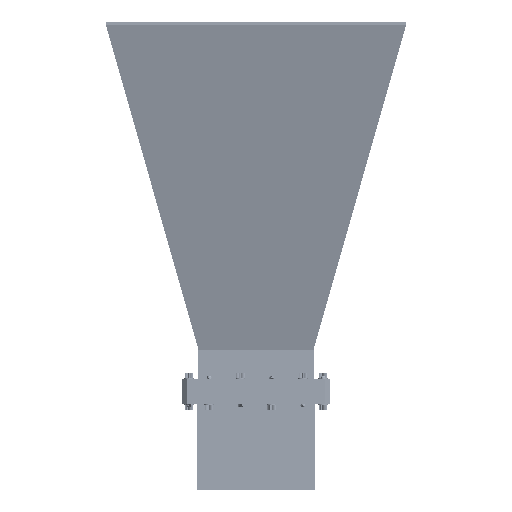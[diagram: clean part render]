
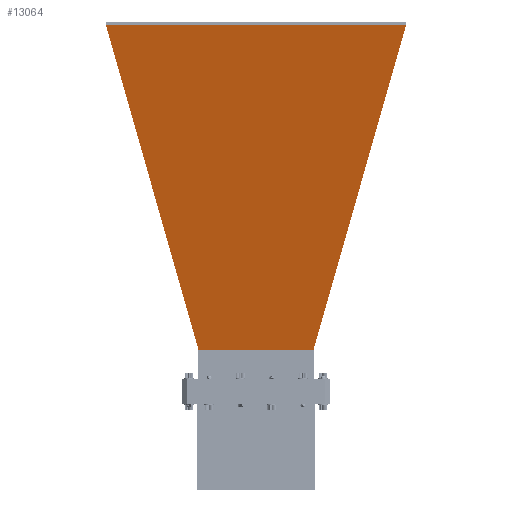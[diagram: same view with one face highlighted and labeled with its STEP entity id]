
A CAD part, front view. The second image highlights one B-rep face of the part: STEP entity #13064.
In plain terms, the highlighted face is planar.
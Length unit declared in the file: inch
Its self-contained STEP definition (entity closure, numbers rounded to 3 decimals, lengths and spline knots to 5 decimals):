
#1128 = LINE ( 'NONE', #15258, #7873 ) ;
#1828 = VECTOR ( 'NONE', #11220, 39.37008 ) ;
#2282 = CARTESIAN_POINT ( 'NONE',  ( -1.79607, 0., 6.20991 ) ) ;
#3004 = DIRECTION ( 'NONE',  ( -0.231, -0.267, 0.936 ) ) ;
#3826 = LINE ( 'NONE', #16803, #1828 ) ;
#3922 = ORIENTED_EDGE ( 'NONE', *, *, #14859, .T. ) ;
#4443 = VECTOR ( 'NONE', #4872, 39.37008 ) ;
#4550 = VERTEX_POINT ( 'NONE', #4912 ) ;
#4675 = CARTESIAN_POINT ( 'NONE',  ( -2.83056, 3.90752, 10.40907 ) ) ;
#4872 = DIRECTION ( 'NONE',  ( 0., -1., 0. ) ) ;
#4912 = CARTESIAN_POINT ( 'NONE',  ( -0.74882, -1.49923, 1.95895 ) ) ;
#5580 = EDGE_CURVE ( 'NONE', #8367, #6868, #3826, .T. ) ;
#6095 = EDGE_CURVE ( 'NONE', #11881, #4550, #15318, .T. ) ;
#6868 = VERTEX_POINT ( 'NONE', #4675 ) ;
#7041 = CARTESIAN_POINT ( 'NONE',  ( -0.74882, 1.49923, 1.95895 ) ) ;
#7413 = ORIENTED_EDGE ( 'NONE', *, *, #5580, .T. ) ;
#7690 = EDGE_LOOP ( 'NONE', ( #17821, #11309, #7413, #3922 ) ) ;
#7873 = VECTOR ( 'NONE', #9597, 39.37008 ) ;
#8117 = CARTESIAN_POINT ( 'NONE',  ( -0.74882, 0., 1.95895 ) ) ;
#8367 = VERTEX_POINT ( 'NONE', #8997 ) ;
#8997 = CARTESIAN_POINT ( 'NONE',  ( -2.83056, -3.90752, 10.40907 ) ) ;
#9260 = CARTESIAN_POINT ( 'NONE',  ( -0.74882, -1.49923, 1.95895 ) ) ;
#9597 = DIRECTION ( 'NONE',  ( 0.231, -0.267, -0.936 ) ) ;
#11022 = PLANE ( 'NONE',  #17302 ) ;
#11220 = DIRECTION ( 'NONE',  ( 0., 1., 0. ) ) ;
#11309 = ORIENTED_EDGE ( 'NONE', *, *, #18448, .T. ) ;
#11881 = VERTEX_POINT ( 'NONE', #7041 ) ;
#12343 = DIRECTION ( 'NONE',  ( -0.239, 0., 0.971 ) ) ;
#13004 = VECTOR ( 'NONE', #3004, 39.37008 ) ;
#13064 = ADVANCED_FACE ( 'NONE', ( #15377 ), #11022, .T. ) ;
#14859 = EDGE_CURVE ( 'NONE', #6868, #11881, #1128, .T. ) ;
#15258 = CARTESIAN_POINT ( 'NONE',  ( -2.83056, 3.90752, 10.40907 ) ) ;
#15318 = LINE ( 'NONE', #8117, #4443 ) ;
#15377 = FACE_OUTER_BOUND ( 'NONE', #7690, .T. ) ;
#15465 = DIRECTION ( 'NONE',  ( -0.971, 0., -0.239 ) ) ;
#16439 = LINE ( 'NONE', #9260, #13004 ) ;
#16803 = CARTESIAN_POINT ( 'NONE',  ( -2.83056, 0., 10.40907 ) ) ;
#17302 = AXIS2_PLACEMENT_3D ( 'NONE', #2282, #15465, #12343 ) ;
#17821 = ORIENTED_EDGE ( 'NONE', *, *, #6095, .T. ) ;
#18448 = EDGE_CURVE ( 'NONE', #4550, #8367, #16439, .T. ) ;
